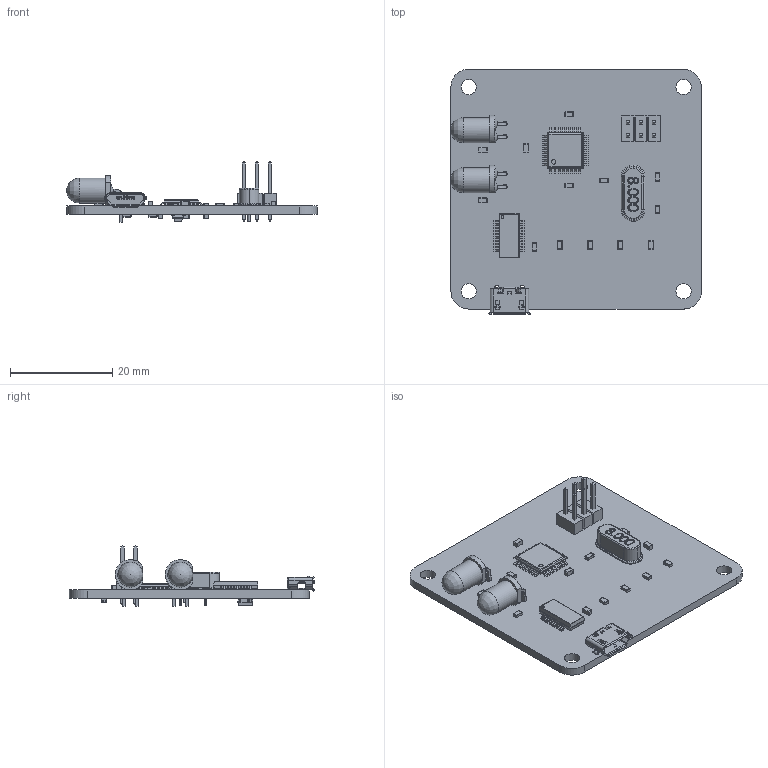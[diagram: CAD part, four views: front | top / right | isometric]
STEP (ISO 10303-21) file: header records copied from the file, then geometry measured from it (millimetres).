
FILE_DESCRIPTION(('Open CASCADE Model'),'2;1');
FILE_NAME('Open CASCADE Shape Model','2023-09-02T09:01:40',('Author'),( 'Open CASCADE'),'Open CASCADE STEP processor 7.5','Open CASCADE 7.5' ,'Unknown');
FILE_SCHEMA(('AUTOMOTIVE_DESIGN { 1 0 10303 214 1 1 1 1 }'));
Length unit declared in the file: millimetre
Products named in the file (96): PCB; Board; Open CASCADE STEP translator 7.5 1.1.1; J4; 105017-0001; U3; ATMEGA328-AU; Body; PinsArrayLR; PinsArrayTB; U2; FT231XS-U; U1; MIC5504-3.3YM5-TR; PinsArrayL; PinsArrayR; R11; 6024691136; Terminal; Open CASCADE STEP translator 7.5 1.1.2; Mid Body; Open CASCADE STEP translator 7.5 1.2.1; R10; R9; 6024691296; R8; 6024691216; R7; R6; R5; R4; R2; R1; J3; M20-9980346; LeadsArray; D2; LED 5mm, Green, Thru-hole, Right Angle PCB 2; D1; LED 5mm, Red, Thru-hole, Right Angle PCB 2 ...
Assembly tree (106 placements, depth 5):
  PCB
    Board
      Open CASCADE STEP translator 7.5 1.1.1
    J4
      105017-0001
    U3
      ATMEGA328-AU
        Body
        PinsArrayLR
        PinsArrayTB
    U2
      FT231XS-U
        Body
        PinsArrayLR
    U1
      MIC5504-3.3YM5-TR
        Body
        PinsArrayL
        PinsArrayR
    R11
      6024691136
        Terminal
          Open CASCADE STEP translator 7.5 1.1.1
          Open CASCADE STEP translator 7.5 1.1.2
        Mid Body
          Open CASCADE STEP translator 7.5 1.2.1
    R10
      6024691136
        Terminal
          Open CASCADE STEP translator 7.5 1.1.1
          Open CASCADE STEP translator 7.5 1.1.2
        Mid Body
          Open CASCADE STEP translator 7.5 1.2.1
    R9
      6024691296
        Terminal
          Open CASCADE STEP translator 7.5 1.1.1
          Open CASCADE STEP translator 7.5 1.1.2
        Mid Body
          Open CASCADE STEP translator 7.5 1.2.1
    R8
      6024691216
        Terminal
          Open CASCADE STEP translator 7.5 1.1.1
          Open CASCADE STEP translator 7.5 1.1.2
        Mid Body
          Open CASCADE STEP translator 7.5 1.2.1
    R7
      6024691216
        Terminal
          Open CASCADE STEP translator 7.5 1.1.1
          Open CASCADE STEP translator 7.5 1.1.2
        Mid Body
          Open CASCADE STEP translator 7.5 1.2.1
    R6
      6024691216
        Terminal
          Open CASCADE STEP translator 7.5 1.1.1
          Open CASCADE STEP translator 7.5 1.1.2
        Mid Body
Bounding box: 49.18 x 48.12 x 11.88 mm (x, y, z)
Volume: 4088.9 mm3; surface area: 6627.5 mm2
Topology: 127 solids, 133 shells, 2440 faces, 6074 edges, 3732 vertices
Faces by surface type: plane 1412, cylinder 754, sphere 156, bspline 106, torus 12
Full cylindrical faces by diameter (mm): 0.2 x1, 0.487 x1, 0.762 x6, 0.85 x2, 0.875 x1, 1.1 x6, 3 x4
Entity records: 65954 total; most frequent: CARTESIAN_POINT 17099, ORIENTED_EDGE 9692, DIRECTION 9486, EDGE_CURVE 4864, LINE 3496, VECTOR 3496, VERTEX_POINT 3116, AXIS2_PLACEMENT_3D 2995
